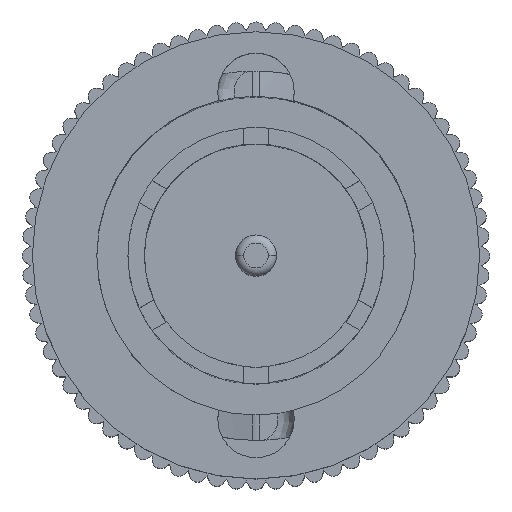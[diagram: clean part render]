
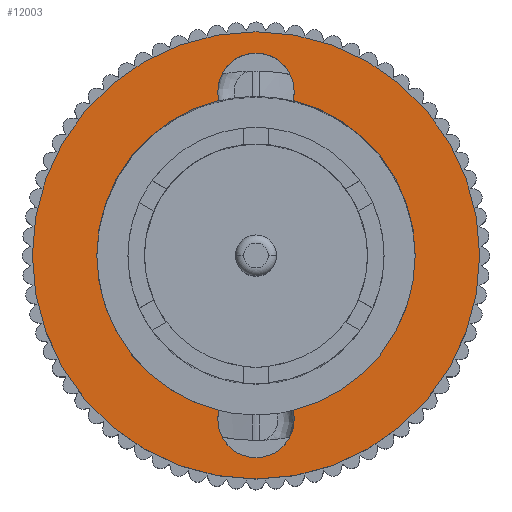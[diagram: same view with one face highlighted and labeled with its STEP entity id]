
A CAD part, top view. The second image highlights one B-rep face of the part: STEP entity #12003.
In plain terms, the highlighted planar face has unit normal (0, 0, 1).
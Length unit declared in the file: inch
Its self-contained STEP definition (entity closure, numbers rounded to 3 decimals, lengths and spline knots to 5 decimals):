
#101 = CARTESIAN_POINT ( 'NONE',  ( -0.2725, 0., 0. ) ) ;
#2287 = CARTESIAN_POINT ( 'NONE',  ( 0., 0., 0. ) ) ;
#2288 = AXIS2_PLACEMENT_3D ( 'NONE', #2287, #2397, #2320 ) ;
#2320 = DIRECTION ( 'NONE',  ( 1., 0., 0. ) ) ;
#2397 = DIRECTION ( 'NONE',  ( 0., 0., 1. ) ) ;
#4608 = CIRCLE ( 'NONE', #2288, 0.2725 ) ;
#6506 = DIRECTION ( 'NONE',  ( 0., 0., 1. ) ) ;
#6507 = CARTESIAN_POINT ( 'NONE',  ( 0., 0., 0. ) ) ;
#6894 = AXIS2_PLACEMENT_3D ( 'NONE', #6507, #6506, #7188 ) ;
#6895 = CIRCLE ( 'NONE', #6894, 0.194 ) ;
#6898 = CARTESIAN_POINT ( 'NONE',  ( 0.0451, -0.18868, 0. ) ) ;
#7188 = DIRECTION ( 'NONE',  ( 1., 0., 0. ) ) ;
#7231 = CARTESIAN_POINT ( 'NONE',  ( 0.194, 0., 0. ) ) ;
#7249 = DIRECTION ( 'NONE',  ( -1., 0., 0. ) ) ;
#7250 = DIRECTION ( 'NONE',  ( 0., 0., 1. ) ) ;
#7251 = CARTESIAN_POINT ( 'NONE',  ( 0., 0.2, 0. ) ) ;
#7252 = AXIS2_PLACEMENT_3D ( 'NONE', #7251, #7250, #7249 ) ;
#7253 = CIRCLE ( 'NONE', #7252, 0.0465 ) ;
#7254 = CARTESIAN_POINT ( 'NONE',  ( 0.0465, 0.2, 0. ) ) ;
#7297 = CARTESIAN_POINT ( 'NONE',  ( -0.0465, 0.2, 0. ) ) ;
#7314 = CARTESIAN_POINT ( 'NONE',  ( -0.0451, 0.18868, 0. ) ) ;
#7315 = DIRECTION ( 'NONE',  ( -1., 0., 0. ) ) ;
#7316 = DIRECTION ( 'NONE',  ( 0., 0., 1. ) ) ;
#7353 = CARTESIAN_POINT ( 'NONE',  ( 0., 0.2, 0. ) ) ;
#7354 = AXIS2_PLACEMENT_3D ( 'NONE', #7353, #7316, #7315 ) ;
#7355 = CIRCLE ( 'NONE', #7354, 0.0465 ) ;
#7425 = CARTESIAN_POINT ( 'NONE',  ( -0.0451, -0.18868, 0. ) ) ;
#7426 = DIRECTION ( 'NONE',  ( 1., 0., 0. ) ) ;
#7427 = DIRECTION ( 'NONE',  ( 0., 0., 1. ) ) ;
#7428 = CARTESIAN_POINT ( 'NONE',  ( 0., 0., 0. ) ) ;
#7429 = AXIS2_PLACEMENT_3D ( 'NONE', #7428, #7427, #7426 ) ;
#7430 = CIRCLE ( 'NONE', #7429, 0.194 ) ;
#7431 = CARTESIAN_POINT ( 'NONE',  ( -0.194, 0., 0. ) ) ;
#7576 = DIRECTION ( 'NONE',  ( 1., 0., 0. ) ) ;
#7577 = DIRECTION ( 'NONE',  ( 0., 0., 1. ) ) ;
#7578 = CARTESIAN_POINT ( 'NONE',  ( 0., -0.2, 0. ) ) ;
#7579 = AXIS2_PLACEMENT_3D ( 'NONE', #7578, #7577, #7576 ) ;
#7580 = CIRCLE ( 'NONE', #7579, 0.0465 ) ;
#7847 = DIRECTION ( 'NONE',  ( 1., 0., 0. ) ) ;
#7848 = DIRECTION ( 'NONE',  ( 0., 0., 1. ) ) ;
#7849 = CARTESIAN_POINT ( 'NONE',  ( 0., 0., 0. ) ) ;
#7850 = AXIS2_PLACEMENT_3D ( 'NONE', #7849, #7848, #7847 ) ;
#7851 = CIRCLE ( 'NONE', #7850, 0.194 ) ;
#7852 = CARTESIAN_POINT ( 'NONE',  ( -0.0465, -0.2, 0. ) ) ;
#7877 = CARTESIAN_POINT ( 'NONE',  ( 0.0451, 0.18868, 0. ) ) ;
#7878 = DIRECTION ( 'NONE',  ( 1., 0., 0. ) ) ;
#7879 = DIRECTION ( 'NONE',  ( 0., 0., 1. ) ) ;
#7880 = CARTESIAN_POINT ( 'NONE',  ( 0., -0.2, 0. ) ) ;
#7881 = AXIS2_PLACEMENT_3D ( 'NONE', #7880, #7879, #7878 ) ;
#7882 = CIRCLE ( 'NONE', #7881, 0.0465 ) ;
#7916 = CARTESIAN_POINT ( 'NONE',  ( 0.0465, -0.2, 0. ) ) ;
#8750 = CARTESIAN_POINT ( 'NONE',  ( 0.2725, 0., 0. ) ) ;
#8752 = CIRCLE ( 'NONE', #8759, 0.2725 ) ;
#8755 = CARTESIAN_POINT ( 'NONE',  ( 0., 0., 0. ) ) ;
#8756 = DIRECTION ( 'NONE',  ( 1., 0., 0. ) ) ;
#8757 = DIRECTION ( 'NONE',  ( 0., 0., 1. ) ) ;
#8759 = AXIS2_PLACEMENT_3D ( 'NONE', #8755, #8757, #8756 ) ;
#11249 = VERTEX_POINT ( 'NONE', #6898 ) ;
#11251 = EDGE_CURVE ( 'NONE', #11249, #11252, #6895, .T. ) ;
#11252 = VERTEX_POINT ( 'NONE', #7231 ) ;
#11276 = VERTEX_POINT ( 'NONE', #7297 ) ;
#11307 = EDGE_CURVE ( 'NONE', #11276, #11308, #7355, .T. ) ;
#11308 = VERTEX_POINT ( 'NONE', #7314 ) ;
#11316 = VERTEX_POINT ( 'NONE', #7254 ) ;
#11318 = EDGE_CURVE ( 'NONE', #11316, #11276, #7253, .T. ) ;
#11364 = VERTEX_POINT ( 'NONE', #7431 ) ;
#11366 = EDGE_CURVE ( 'NONE', #11364, #11367, #7430, .T. ) ;
#11367 = VERTEX_POINT ( 'NONE', #7425 ) ;
#11418 = EDGE_CURVE ( 'NONE', #11564, #11249, #7580, .T. ) ;
#11499 = EDGE_CURVE ( 'NONE', #11531, #11564, #7882, .T. ) ;
#11500 = VERTEX_POINT ( 'NONE', #7877 ) ;
#11531 = VERTEX_POINT ( 'NONE', #7852 ) ;
#11532 = EDGE_CURVE ( 'NONE', #11252, #11500, #7851, .T. ) ;
#11564 = VERTEX_POINT ( 'NONE', #7916 ) ;
#11974 = EDGE_LOOP ( 'NONE', ( #12006, #12008, #12009, #12010, #12012, #12013, #12014, #12015, #12016, #12133 ) ) ;
#12003 = ADVANCED_FACE ( 'NONE', ( #12407, #12406 ), #12368, .T. ) ;
#12006 = ORIENTED_EDGE ( 'NONE', *, *, #12007, .F. ) ;
#12007 = EDGE_CURVE ( 'NONE', #11308, #11364, #12403, .T. ) ;
#12008 = ORIENTED_EDGE ( 'NONE', *, *, #11307, .F. ) ;
#12009 = ORIENTED_EDGE ( 'NONE', *, *, #11318, .F. ) ;
#12010 = ORIENTED_EDGE ( 'NONE', *, *, #12011, .F. ) ;
#12011 = EDGE_CURVE ( 'NONE', #11500, #11316, #12398, .T. ) ;
#12012 = ORIENTED_EDGE ( 'NONE', *, *, #11532, .F. ) ;
#12013 = ORIENTED_EDGE ( 'NONE', *, *, #11251, .F. ) ;
#12014 = ORIENTED_EDGE ( 'NONE', *, *, #11418, .F. ) ;
#12015 = ORIENTED_EDGE ( 'NONE', *, *, #11499, .F. ) ;
#12016 = ORIENTED_EDGE ( 'NONE', *, *, #12017, .F. ) ;
#12017 = EDGE_CURVE ( 'NONE', #11367, #11531, #12394, .T. ) ;
#12074 = VERTEX_POINT ( 'NONE', #101 ) ;
#12133 = ORIENTED_EDGE ( 'NONE', *, *, #11366, .F. ) ;
#12134 = EDGE_LOOP ( 'NONE', ( #12135, #12136 ) ) ;
#12135 = ORIENTED_EDGE ( 'NONE', *, *, #12170, .T. ) ;
#12136 = ORIENTED_EDGE ( 'NONE', *, *, #12137, .T. ) ;
#12137 = EDGE_CURVE ( 'NONE', #12074, #12171, #4608, .T. ) ;
#12170 = EDGE_CURVE ( 'NONE', #12171, #12074, #8752, .T. ) ;
#12171 = VERTEX_POINT ( 'NONE', #8750 ) ;
#12365 = DIRECTION ( 'NONE',  ( 0., 0., 1. ) ) ;
#12366 = CARTESIAN_POINT ( 'NONE',  ( 0.2725, 0., 0. ) ) ;
#12367 = AXIS2_PLACEMENT_3D ( 'NONE', #12366, #12365, #12393 ) ;
#12368 = PLANE ( 'NONE',  #12367 ) ;
#12374 = CARTESIAN_POINT ( 'NONE',  ( 0., 0., 0. ) ) ;
#12393 = DIRECTION ( 'NONE',  ( 1., 0., 0. ) ) ;
#12394 = CIRCLE ( 'NONE', #12419, 0.0465 ) ;
#12395 = DIRECTION ( 'NONE',  ( -1., 0., 0. ) ) ;
#12396 = DIRECTION ( 'NONE',  ( 0., 0., 1. ) ) ;
#12397 = AXIS2_PLACEMENT_3D ( 'NONE', #12404, #12396, #12395 ) ;
#12398 = CIRCLE ( 'NONE', #12397, 0.0465 ) ;
#12399 = CARTESIAN_POINT ( 'NONE',  ( 0., -0.2, 0. ) ) ;
#12400 = DIRECTION ( 'NONE',  ( 1., 0., 0. ) ) ;
#12401 = DIRECTION ( 'NONE',  ( 0., 0., 1. ) ) ;
#12402 = AXIS2_PLACEMENT_3D ( 'NONE', #12374, #12401, #12400 ) ;
#12403 = CIRCLE ( 'NONE', #12402, 0.194 ) ;
#12404 = CARTESIAN_POINT ( 'NONE',  ( 0., 0.2, 0. ) ) ;
#12406 = FACE_OUTER_BOUND ( 'NONE', #12134, .T. ) ;
#12407 = FACE_BOUND ( 'NONE', #11974, .T. ) ;
#12417 = DIRECTION ( 'NONE',  ( 1., 0., 0. ) ) ;
#12418 = DIRECTION ( 'NONE',  ( 0., 0., 1. ) ) ;
#12419 = AXIS2_PLACEMENT_3D ( 'NONE', #12399, #12418, #12417 ) ;
